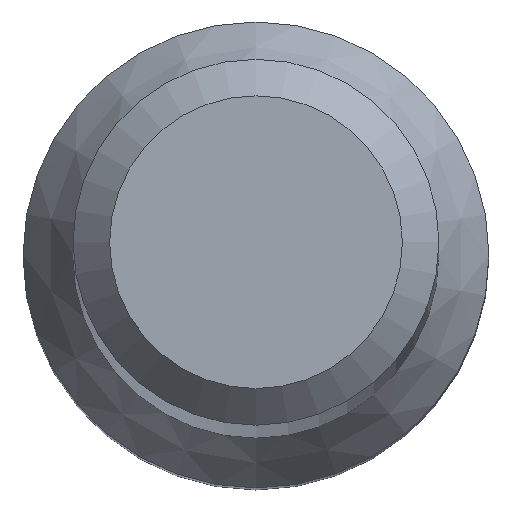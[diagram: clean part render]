
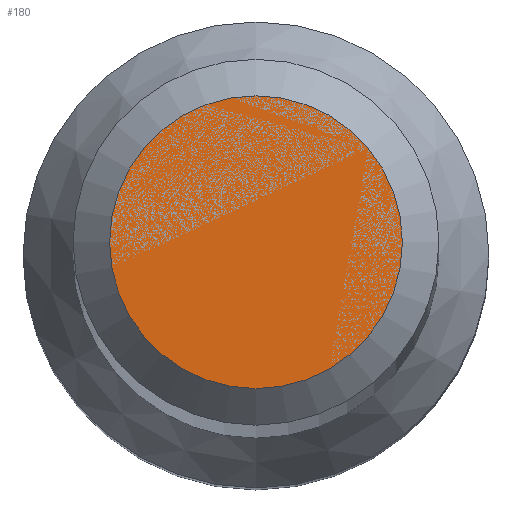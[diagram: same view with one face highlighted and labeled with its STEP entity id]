
A CAD part, top view. The second image highlights one B-rep face of the part: STEP entity #180.
In plain terms, the highlighted planar face has unit normal (0, 0, 1).
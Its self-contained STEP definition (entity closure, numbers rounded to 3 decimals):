
#6 = PLANE ( 'NONE',  #219 ) ;
#27 = CARTESIAN_POINT ( 'NONE',  ( 0., 0., 70. ) ) ;
#29 = DIRECTION ( 'NONE',  ( 0., 1., 0. ) ) ;
#48 = DIRECTION ( 'NONE',  ( 0., 0., -1. ) ) ;
#50 = CARTESIAN_POINT ( 'NONE',  ( 0., 0., 70. ) ) ;
#61 = AXIS2_PLACEMENT_3D ( 'NONE', #27, #237, #29 ) ;
#65 = CIRCLE ( 'NONE', #61, 1.2 ) ;
#94 = VERTEX_POINT ( 'NONE', #284 ) ;
#106 = EDGE_LOOP ( 'NONE', ( #208 ) ) ;
#180 = ADVANCED_FACE ( 'NONE', ( #283 ), #6, .F. ) ;
#208 = ORIENTED_EDGE ( 'NONE', *, *, #218, .F. ) ;
#212 = DIRECTION ( 'NONE',  ( 0., 1., 0. ) ) ;
#218 = EDGE_CURVE ( 'NONE', #94, #94, #65, .T. ) ;
#219 = AXIS2_PLACEMENT_3D ( 'NONE', #50, #48, #212 ) ;
#237 = DIRECTION ( 'NONE',  ( 0., 0., -1. ) ) ;
#283 = FACE_OUTER_BOUND ( 'NONE', #106, .T. ) ;
#284 = CARTESIAN_POINT ( 'NONE',  ( 0., 1.2, 70. ) ) ;
